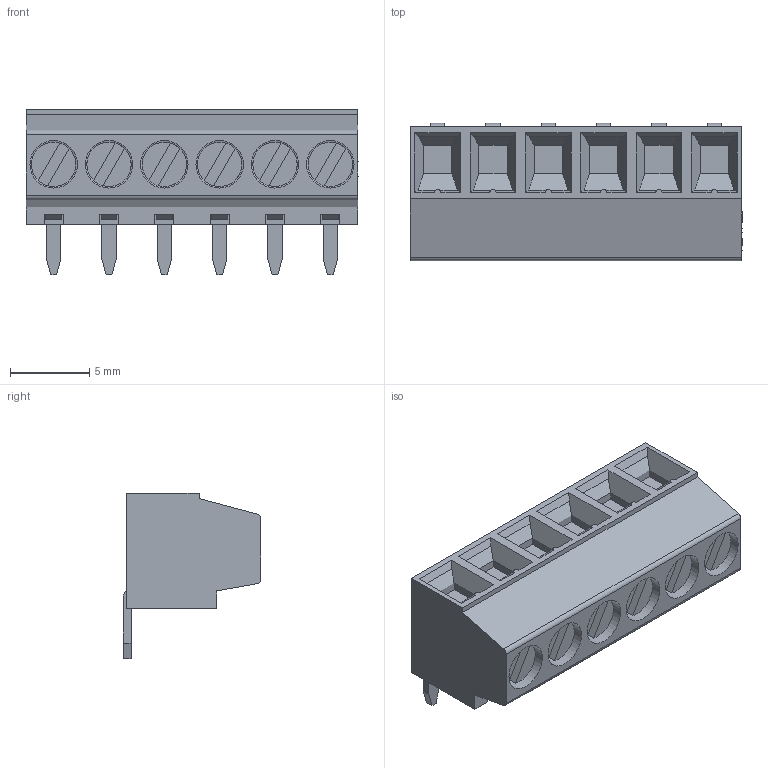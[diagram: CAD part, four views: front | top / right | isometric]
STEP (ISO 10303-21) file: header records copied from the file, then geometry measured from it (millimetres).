
FILE_DESCRIPTION(('STEP AP214'),'1');
FILE_NAME('MV136-3,5-H-L.stp','2021-03-15T15:25:33',(' '),(' '),'Spatial InterOp 3D',' ',' ');
FILE_SCHEMA(('automotive_design'));
Length unit declared in the file: metre
Products named in the file (1): 1
Bounding box: 21 x 8.7 x 10.5 mm (x, y, z)
Volume: 1043.8 mm3; surface area: 1112.7 mm2
Topology: 1 solids, 1 shells, 306 faces, 813 edges, 536 vertices
Faces by surface type: plane 251, cylinder 42, torus 6, cone 6, extrusion 1
Full cylindrical faces by diameter (mm): 2 x6, 2.1 x6, 2.8 x6, 3 x6
Entity records: 11550 total; most frequent: CARTESIAN_POINT 1660, ORIENTED_EDGE 1518, DIRECTION 1470, EDGE_CURVE 759, VECTOR 626, LINE 625, VERTEX_POINT 518, AXIS2_PLACEMENT_3D 422
